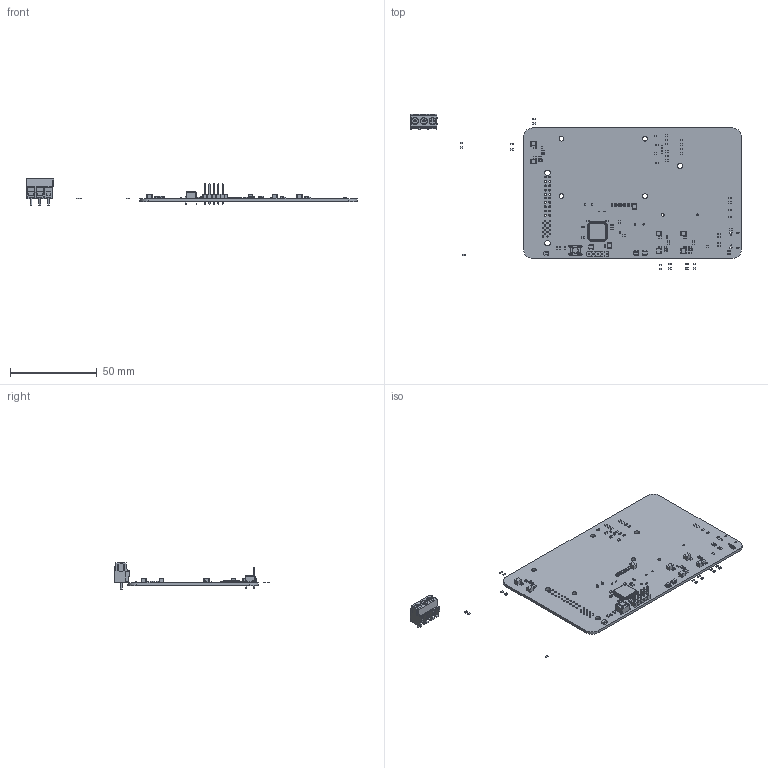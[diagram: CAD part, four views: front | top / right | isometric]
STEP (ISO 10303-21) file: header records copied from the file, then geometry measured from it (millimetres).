
FILE_DESCRIPTION(('KiCad electronic assembly'),'2;1');
FILE_NAME('nautilus_mainboard-3D.step','2025-11-25T15:40:15',('Pcbnew'), ('Kicad'),'Open CASCADE STEP processor 7.6','KiCad to STEP converter', 'Unknown');
FILE_SCHEMA(('AUTOMOTIVE_DESIGN { 1 0 10303 214 1 1 1 1 }'));
Length unit declared in the file: millimetre
Products named in the file (14): nautilus_mainboard-3D 1; R_0603_1608Metric; C_0603_1608Metric; TPD4EUSB30DQAR; SOT-23-5; C_1210_3225Metric; C_0805_2012Metric; SW_PUSH_6mm; LQFP-64_10x10mm_P0.5mm; C_0402_1005Metric; R_0402_1005Metric; TerminalBlock_Phoenix_PT-1,5-3-5.0-H_1x03_P5.00mm_Horizontal; PinHeader_1x05_P2.54mm_Vertical; kibot_s5pfhfxg_PCB
Assembly tree (106 placements, depth 2):
  nautilus_mainboard-3D 1
    R_0603_1608Metric  x49
    C_0603_1608Metric  x32
    TPD4EUSB30DQAR  x2
    SOT-23-5  x4
    C_1210_3225Metric  x8
    C_0805_2012Metric  x3
    SW_PUSH_6mm
    LQFP-64_10x10mm_P0.5mm
    C_0402_1005Metric  x2
    R_0402_1005Metric
    TerminalBlock_Phoenix_PT-1,5-3-5.0-H_1x03_P5.00mm_Horizontal
    PinHeader_1x05_P2.54mm_Vertical
    kibot_s5pfhfxg_PCB
Bounding box: 190 x 89.46 x 15 mm (x, y, z)
Volume: 16036.8 mm3; surface area: 22714.1 mm2
Topology: 132 solids, 132 shells, 5320 faces, 14061 edges, 9159 vertices
Faces by surface type: plane 3478, cylinder 1453, bspline 388, torus 1
Full cylindrical faces by diameter (mm): 0.6 x2, 0.76 x16, 0.8 x2, 1 x12, 1.02 x20, 1.1 x5, 1.6 x1, 2.2 x3, 2.7 x4, 3 x1, 3.18 x2, 3.5 x1, 3.8 x3, 4 x3
Entity records: 72187 total; most frequent: CARTESIAN_POINT 16900, ORIENTED_EDGE 11730, DIRECTION 10712, EDGE_CURVE 5865, LINE 4468, VECTOR 4468, VERTEX_POINT 3786, AXIS2_PLACEMENT_3D 3122
